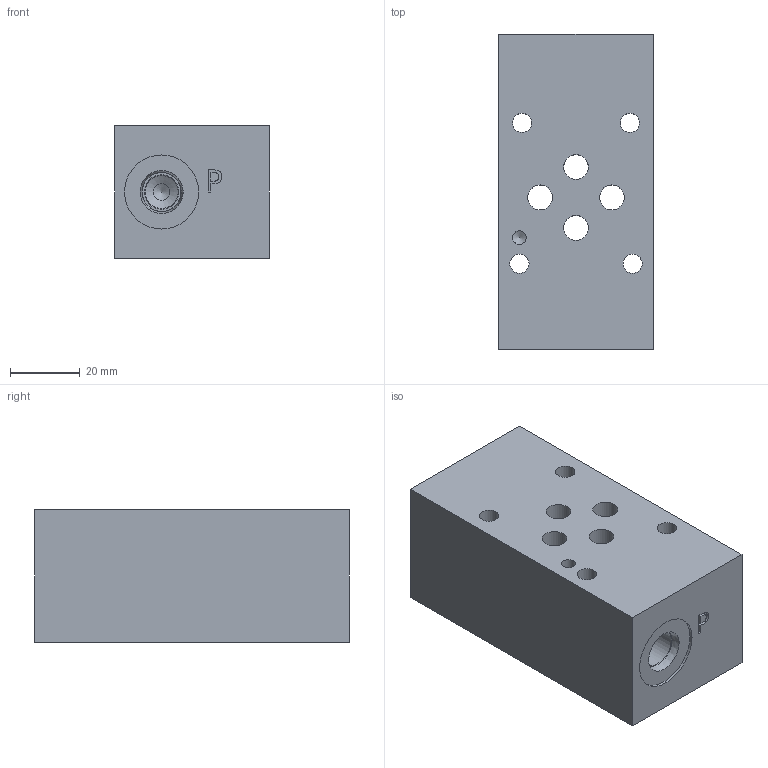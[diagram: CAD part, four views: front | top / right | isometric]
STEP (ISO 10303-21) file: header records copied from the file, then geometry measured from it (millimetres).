
FILE_DESCRIPTION(/* description */ (''),/* implementation_level */ '2;1');
FILE_NAME(/* name */ '_D03TPPT4S150.stp',/* time_stamp */ '2020-12-18T16:18:07-05:00',/* author */ ('trevorh'),/* organization */ (''),/* preprocessor_version */ 'ST-DEVELOPER v17',/* originating_system */ 'Autodesk Inventor 2019',/* authorisation */ '');
FILE_SCHEMA (('AUTOMOTIVE_DESIGN { 1 0 10303 214 3 1 1 }'));
Length unit declared in the file: millimetre
Products named in the file (1): Part_AD03TPPT4S150.C12675R0_3D
Bounding box: 44.45 x 90.5 x 38.1 mm (x, y, z)
Volume: 138680.5 mm3; surface area: 25998.2 mm2
Topology: 1 solids, 1 shells, 435 faces, 1189 edges, 798 vertices
Faces by surface type: plane 286, bspline 113, cylinder 24, cone 12
Full cylindrical faces by diameter (mm): 3.175 x2, 3.962 x1, 4.775 x1, 5.537 x4, 7.137 x4, 9.525 x2, 9.881 x2, 11.125 x2, 12.7 x4, 21.285 x2
Entity records: 14680 total; most frequent: CARTESIAN_POINT 3888, ORIENTED_EDGE 2370, DIRECTION 1689, EDGE_CURVE 1185, LINE 875, VECTOR 875, VERTEX_POINT 798, EDGE_LOOP 497
